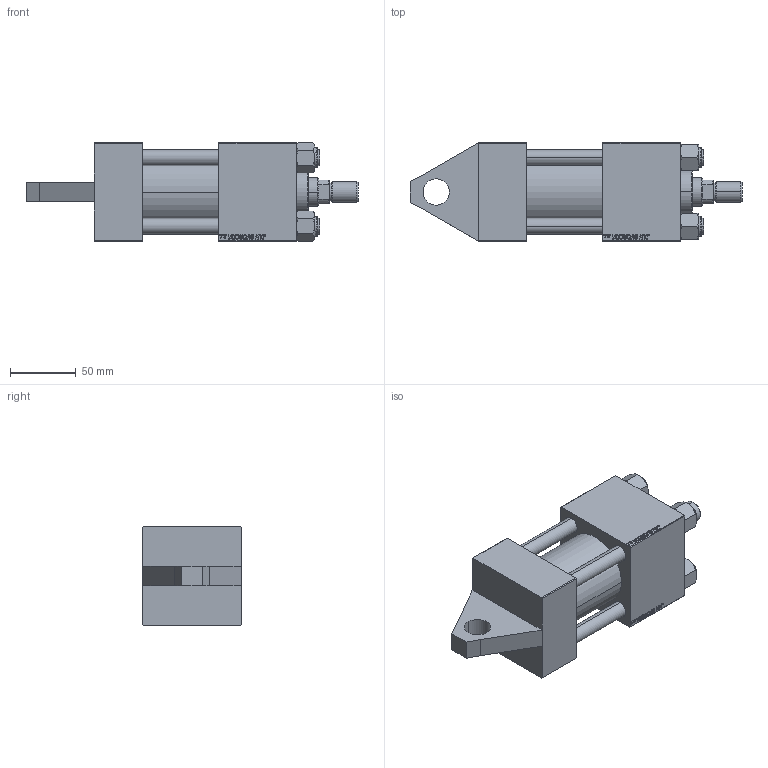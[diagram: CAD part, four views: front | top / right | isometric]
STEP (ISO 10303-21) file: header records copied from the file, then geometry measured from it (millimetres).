
FILE_DESCRIPTION (( 'STEP AP203' ), '1' );
FILE_NAME ('e043.STEP', '2023-08-23T05:12:32', ( '' ), ( '' ), 'SwSTEP 2.0', 'SolidWorks 2019', '' );
FILE_SCHEMA (( 'CONFIG_CONTROL_DESIGN' ));
Length unit declared in the file: millimetre
Products named in the file (7): V215CR_VCP_I 2f32c86c4d4957b24d09cbd3692fa90f; V215_VC_A 2f32c86c4d4957b24d09cbd3692fa90f; ROD_END_AH 2f32c86c4d4957b24d09cbd3692fa90f; V215CR_TYCINKA_I 2f32c86c4d4957b24d09cbd3692fa90f; e043; NUT_M5_I 2f32c86c4d4957b24d09cbd3692fa90f; V215CR_I_Body 2f32c86c4d4957b24d09cbd3692fa90f
Assembly tree (12 placements, depth 2):
  e043
    V215CR_I_Body 2f32c86c4d4957b24d09cbd3692fa90f
    V215CR_VCP_I 2f32c86c4d4957b24d09cbd3692fa90f
    V215CR_TYCINKA_I 2f32c86c4d4957b24d09cbd3692fa90f  x4
    NUT_M5_I 2f32c86c4d4957b24d09cbd3692fa90f  x4
    V215_VC_A 2f32c86c4d4957b24d09cbd3692fa90f
    ROD_END_AH 2f32c86c4d4957b24d09cbd3692fa90f
Bounding box: 253 x 75 x 75.54 mm (x, y, z)
Volume: 703883.6 mm3; surface area: 157832.8 mm2
Topology: 12 solids, 12 shells, 1093 faces, 2740 edges, 1775 vertices
Faces by surface type: plane 506, bspline 360, cone 132, cylinder 85, torus 10
Entity records: 46503 total; most frequent: CARTESIAN_POINT 24366, ORIENTED_EDGE 4972, DIRECTION 3186, EDGE_CURVE 2486, VERTEX_POINT 1631, VECTOR 1524, LINE 1524, EDGE_LOOP 1091
